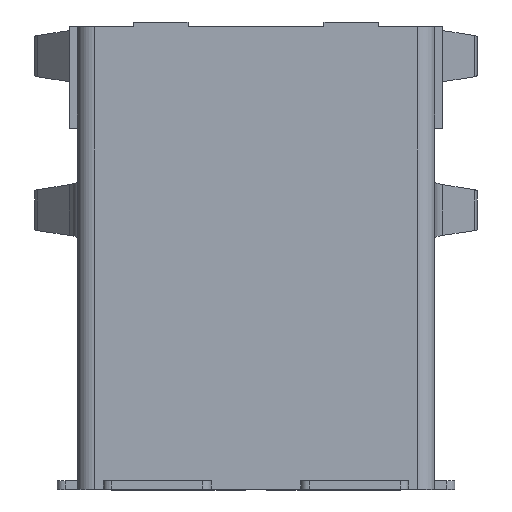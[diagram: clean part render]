
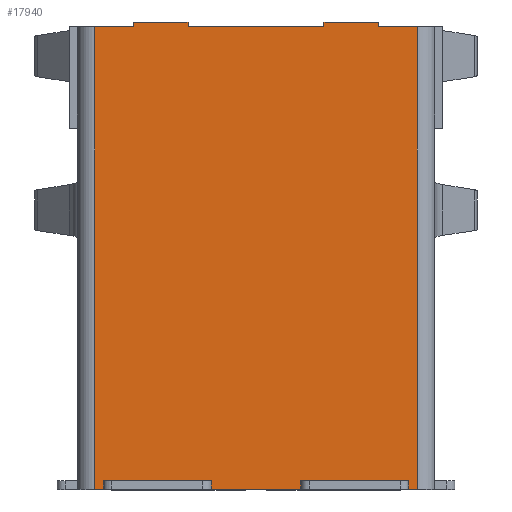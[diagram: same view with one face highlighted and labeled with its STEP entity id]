
A CAD part, top view. The second image highlights one B-rep face of the part: STEP entity #17940.
In plain terms, the highlighted planar face has unit normal (0, 0, 1).
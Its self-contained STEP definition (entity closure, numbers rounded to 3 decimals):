
#329=DIRECTION('',(1.,0.,0.));
#330=VECTOR('',#329,0.32);
#331=CARTESIAN_POINT('',(-5.93,-8.5,15.528));
#332=LINE('',#331,#330);
#373=DIRECTION('',(1.,0.,0.));
#374=VECTOR('',#373,3.3);
#375=CARTESIAN_POINT('',(-1.65,-8.5,15.528));
#376=LINE('',#375,#374);
#417=DIRECTION('',(1.,0.,0.));
#418=VECTOR('',#417,0.32);
#419=CARTESIAN_POINT('',(5.61,-8.5,15.528));
#420=LINE('',#419,#418);
#1328=DIRECTION('',(-1.,0.,0.));
#1329=VECTOR('',#1328,1.43);
#1330=CARTESIAN_POINT('',(5.93,8.5,15.528));
#1331=LINE('',#1330,#1329);
#1357=DIRECTION('',(0.,1.,0.));
#1358=VECTOR('',#1357,17.);
#1359=CARTESIAN_POINT('',(5.93,-8.5,15.528));
#1360=LINE('',#1359,#1358);
#1371=DIRECTION('',(0.,1.,0.));
#1372=VECTOR('',#1371,0.18);
#1373=CARTESIAN_POINT('',(-4.5,8.5,15.528));
#1374=LINE('',#1373,#1372);
#1378=DIRECTION('',(1.,0.,0.));
#1379=VECTOR('',#1378,2.);
#1380=CARTESIAN_POINT('',(-4.5,8.68,15.528));
#1381=LINE('',#1380,#1379);
#1385=DIRECTION('',(0.,-1.,0.));
#1386=VECTOR('',#1385,0.18);
#1387=CARTESIAN_POINT('',(-2.5,8.68,15.528));
#1388=LINE('',#1387,#1386);
#1392=DIRECTION('',(0.,1.,0.));
#1393=VECTOR('',#1392,0.18);
#1394=CARTESIAN_POINT('',(2.5,8.5,15.528));
#1395=LINE('',#1394,#1393);
#1399=DIRECTION('',(1.,0.,0.));
#1400=VECTOR('',#1399,2.);
#1401=CARTESIAN_POINT('',(2.5,8.68,15.528));
#1402=LINE('',#1401,#1400);
#1406=DIRECTION('',(0.,-1.,0.));
#1407=VECTOR('',#1406,0.18);
#1408=CARTESIAN_POINT('',(4.5,8.68,15.528));
#1409=LINE('',#1408,#1407);
#1413=DIRECTION('',(-1.,0.,0.));
#1414=VECTOR('',#1413,3.96);
#1415=CARTESIAN_POINT('',(5.61,-8.182,15.528));
#1416=LINE('',#1415,#1414);
#1420=DIRECTION('',(0.,-1.,0.));
#1421=VECTOR('',#1420,0.318);
#1422=CARTESIAN_POINT('',(1.65,-8.182,15.528));
#1423=LINE('',#1422,#1421);
#1427=DIRECTION('',(0.,-1.,0.));
#1428=VECTOR('',#1427,0.318);
#1429=CARTESIAN_POINT('',(-5.61,-8.182,15.528));
#1430=LINE('',#1429,#1428);
#1463=DIRECTION('',(-1.,0.,0.));
#1464=VECTOR('',#1463,1.43);
#1465=CARTESIAN_POINT('',(-4.5,8.5,15.528));
#1466=LINE('',#1465,#1464);
#2570=DIRECTION('',(0.,-1.,0.));
#2571=VECTOR('',#2570,17.);
#2572=CARTESIAN_POINT('',(-5.93,8.5,15.528));
#2573=LINE('',#2572,#2571);
#3610=DIRECTION('',(-1.,0.,0.));
#3611=VECTOR('',#3610,5.);
#3612=CARTESIAN_POINT('',(2.5,8.5,15.528));
#3613=LINE('',#3612,#3611);
#13429=DIRECTION('',(0.,-1.,0.));
#13430=VECTOR('',#13429,0.318);
#13431=CARTESIAN_POINT('',(5.61,-8.182,15.528));
#13432=LINE('',#13431,#13430);
#13501=DIRECTION('',(0.,-1.,0.));
#13502=VECTOR('',#13501,0.318);
#13503=CARTESIAN_POINT('',(-1.65,-8.182,15.528));
#13504=LINE('',#13503,#13502);
#13573=DIRECTION('',(1.,0.,0.));
#13574=VECTOR('',#13573,3.96);
#13575=CARTESIAN_POINT('',(-5.61,-8.182,15.528));
#13576=LINE('',#13575,#13574);
#14750=CARTESIAN_POINT('',(-5.93,-8.5,15.528));
#14751=VERTEX_POINT('',#14750);
#14752=CARTESIAN_POINT('',(-5.61,-8.5,15.528));
#14753=VERTEX_POINT('',#14752);
#14762=CARTESIAN_POINT('',(-1.65,-8.5,15.528));
#14763=VERTEX_POINT('',#14762);
#14764=CARTESIAN_POINT('',(1.65,-8.5,15.528));
#14765=VERTEX_POINT('',#14764);
#14774=CARTESIAN_POINT('',(5.61,-8.5,15.528));
#14775=VERTEX_POINT('',#14774);
#14776=CARTESIAN_POINT('',(5.93,-8.5,15.528));
#14777=VERTEX_POINT('',#14776);
#15252=CARTESIAN_POINT('',(2.5,8.5,15.528));
#15253=VERTEX_POINT('',#15252);
#15254=CARTESIAN_POINT('',(-2.5,8.5,15.528));
#15255=VERTEX_POINT('',#15254);
#15260=CARTESIAN_POINT('',(-4.5,8.5,15.528));
#15261=VERTEX_POINT('',#15260);
#15262=CARTESIAN_POINT('',(-5.93,8.5,15.528));
#15263=VERTEX_POINT('',#15262);
#15264=CARTESIAN_POINT('',(5.93,8.5,15.528));
#15265=VERTEX_POINT('',#15264);
#15266=CARTESIAN_POINT('',(4.5,8.5,15.528));
#15267=VERTEX_POINT('',#15266);
#16957=CARTESIAN_POINT('',(5.61,-8.182,15.528));
#16958=CARTESIAN_POINT('',(1.65,-8.182,15.528));
#16959=VERTEX_POINT('',#16957);
#16960=VERTEX_POINT('',#16958);
#16970=CARTESIAN_POINT('',(-1.65,-8.182,15.528));
#16972=VERTEX_POINT('',#16970);
#16979=CARTESIAN_POINT('',(-5.61,-8.182,15.528));
#16980=VERTEX_POINT('',#16979);
#17009=CARTESIAN_POINT('',(-4.5,8.68,15.528));
#17010=VERTEX_POINT('',#17009);
#17011=CARTESIAN_POINT('',(-2.5,8.68,15.528));
#17012=VERTEX_POINT('',#17011);
#17013=CARTESIAN_POINT('',(2.5,8.68,15.528));
#17014=VERTEX_POINT('',#17013);
#17015=CARTESIAN_POINT('',(4.5,8.68,15.528));
#17016=VERTEX_POINT('',#17015);
#17898=CARTESIAN_POINT('',(5.93,-8.5,15.528));
#17899=DIRECTION('',(0.,0.,1.));
#17900=DIRECTION('',(-1.,0.,0.));
#17901=AXIS2_PLACEMENT_3D('',#17898,#17899,#17900);
#17902=PLANE('',#17901);
#17904=ORIENTED_EDGE('',*,*,#17903,.F.);
#17906=ORIENTED_EDGE('',*,*,#17905,.T.);
#17908=ORIENTED_EDGE('',*,*,#17907,.T.);
#17910=ORIENTED_EDGE('',*,*,#17909,.T.);
#17912=ORIENTED_EDGE('',*,*,#17911,.F.);
#17914=ORIENTED_EDGE('',*,*,#17913,.T.);
#17916=ORIENTED_EDGE('',*,*,#17915,.T.);
#17918=ORIENTED_EDGE('',*,*,#17917,.T.);
#17919=ORIENTED_EDGE('',*,*,#17873,.F.);
#17920=ORIENTED_EDGE('',*,*,#17890,.F.);
#17921=ORIENTED_EDGE('',*,*,#17293,.F.);
#17923=ORIENTED_EDGE('',*,*,#17922,.F.);
#17925=ORIENTED_EDGE('',*,*,#17924,.T.);
#17927=ORIENTED_EDGE('',*,*,#17926,.T.);
#17928=ORIENTED_EDGE('',*,*,#17281,.F.);
#17930=ORIENTED_EDGE('',*,*,#17929,.F.);
#17932=ORIENTED_EDGE('',*,*,#17931,.F.);
#17934=ORIENTED_EDGE('',*,*,#17933,.T.);
#17935=ORIENTED_EDGE('',*,*,#17269,.F.);
#17937=ORIENTED_EDGE('',*,*,#17936,.F.);
#17938=EDGE_LOOP('',(#17904,#17906,#17908,#17910,#17912,#17914,#17916,#17918,
#17919,#17920,#17921,#17923,#17925,#17927,#17928,#17930,#17932,#17934,#17935,
#17937));
#17939=FACE_OUTER_BOUND('',#17938,.F.);
#17940=ADVANCED_FACE('',(#17939),#17902,.T.);
#17269=EDGE_CURVE('',#14751,#14753,#332,.T.);
#17281=EDGE_CURVE('',#14763,#14765,#376,.T.);
#17293=EDGE_CURVE('',#14775,#14777,#420,.T.);
#17873=EDGE_CURVE('',#15265,#15267,#1331,.T.);
#17890=EDGE_CURVE('',#14777,#15265,#1360,.T.);
#17903=EDGE_CURVE('',#15261,#15263,#1466,.T.);
#17905=EDGE_CURVE('',#15261,#17010,#1374,.T.);
#17907=EDGE_CURVE('',#17010,#17012,#1381,.T.);
#17909=EDGE_CURVE('',#17012,#15255,#1388,.T.);
#17911=EDGE_CURVE('',#15253,#15255,#3613,.T.);
#17913=EDGE_CURVE('',#15253,#17014,#1395,.T.);
#17915=EDGE_CURVE('',#17014,#17016,#1402,.T.);
#17917=EDGE_CURVE('',#17016,#15267,#1409,.T.);
#17922=EDGE_CURVE('',#16959,#14775,#13432,.T.);
#17924=EDGE_CURVE('',#16959,#16960,#1416,.T.);
#17926=EDGE_CURVE('',#16960,#14765,#1423,.T.);
#17929=EDGE_CURVE('',#16972,#14763,#13504,.T.);
#17931=EDGE_CURVE('',#16980,#16972,#13576,.T.);
#17933=EDGE_CURVE('',#16980,#14753,#1430,.T.);
#17936=EDGE_CURVE('',#15263,#14751,#2573,.T.);
